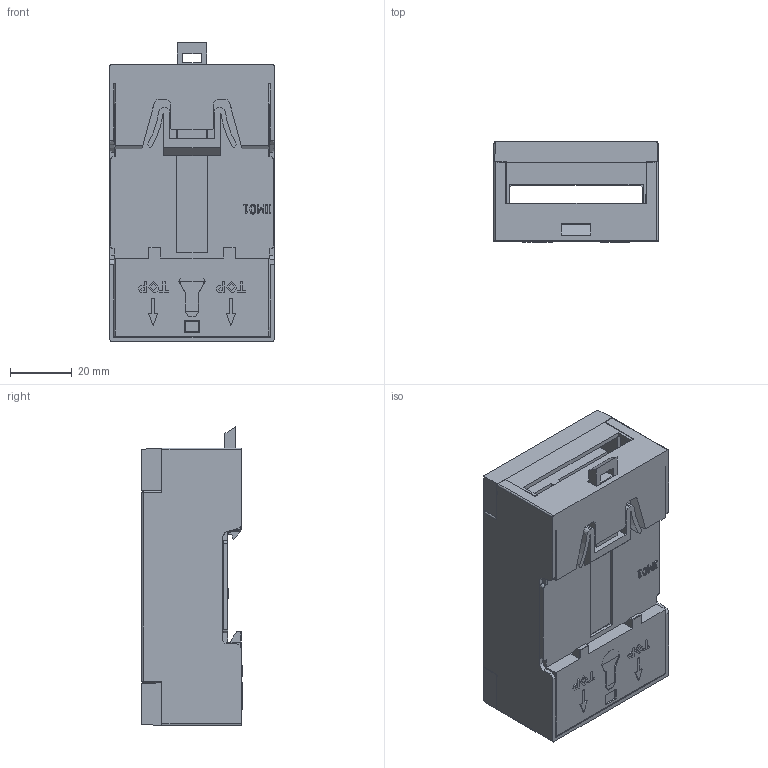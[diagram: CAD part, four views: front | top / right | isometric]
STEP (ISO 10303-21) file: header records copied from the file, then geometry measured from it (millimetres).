
FILE_DESCRIPTION (( 'STEP AP214' ), '1' );
FILE_NAME ('STP-EXP-001-V01 (EXP-001) ext1C V2 Coord A1.STEP', '2020-03-16T18:08:49', ( '' ), ( '' ), 'SwSTEP 2.0', 'SolidWorks 2017', '' );
FILE_SCHEMA (( 'AUTOMOTIVE_DESIGN' ));
Length unit declared in the file: inch
Products named in the file (1): STP-EXP-001-V01 (EXP-001) ext1C V2 Coord A1
Bounding box: 53.39 x 32.5 x 97.01 mm (x, y, z)
Volume: 35359.2 mm3; surface area: 44541.4 mm2
Topology: 3 solids, 3 shells, 665 faces, 1808 edges, 1153 vertices
Faces by surface type: plane 365, cylinder 184, bspline 73, sphere 30, torus 9, cone 4
Entity records: 22898 total; most frequent: CARTESIAN_POINT 6465, ORIENTED_EDGE 3586, DIRECTION 2948, EDGE_CURVE 1793, LINE 1226, VECTOR 1226, VERTEX_POINT 1152, AXIS2_PLACEMENT_3D 861
